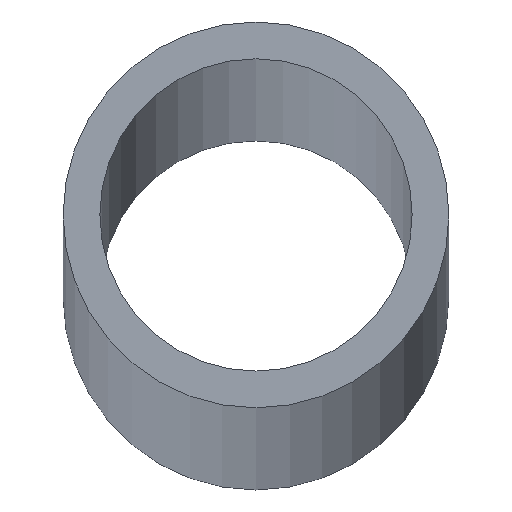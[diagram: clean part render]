
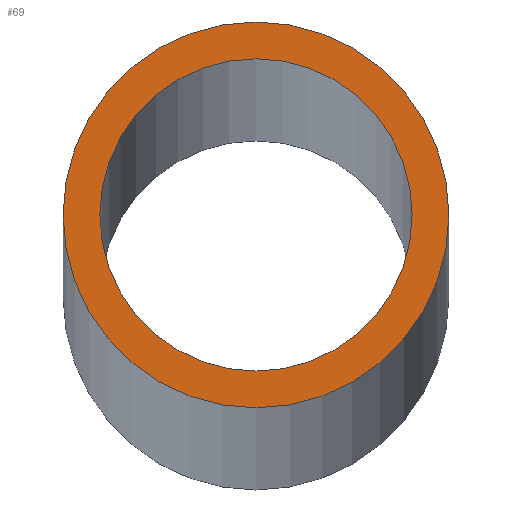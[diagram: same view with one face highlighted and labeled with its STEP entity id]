
A CAD part, top view. The second image highlights one B-rep face of the part: STEP entity #69.
In plain terms, the highlighted planar face has unit normal (0, 0, 1).
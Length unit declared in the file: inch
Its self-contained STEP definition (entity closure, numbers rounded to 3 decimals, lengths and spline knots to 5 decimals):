
#1 = CARTESIAN_POINT ( 'NONE',  ( 0.3935, 0., 48. ) ) ;
#3 = CIRCLE ( 'NONE', #98, 0.3185 ) ;
#6 = DIRECTION ( 'NONE',  ( 0., 0., 1. ) ) ;
#7 = EDGE_CURVE ( 'NONE', #36, #142, #247, .T. ) ;
#13 = DIRECTION ( 'NONE',  ( 0., 0., 1. ) ) ;
#14 = EDGE_LOOP ( 'NONE', ( #83, #210 ) ) ;
#16 = FACE_BOUND ( 'NONE', #14, .T. ) ;
#22 = EDGE_CURVE ( 'NONE', #43, #148, #114, .T. ) ;
#35 = CARTESIAN_POINT ( 'NONE',  ( -0.3935, 0., 48. ) ) ;
#36 = VERTEX_POINT ( 'NONE', #35 ) ;
#39 = DIRECTION ( 'NONE',  ( 1., 0., 0. ) ) ;
#40 = EDGE_CURVE ( 'NONE', #142, #36, #238, .T. ) ;
#43 = VERTEX_POINT ( 'NONE', #239 ) ;
#47 = CARTESIAN_POINT ( 'NONE',  ( -0.3185, 0., 48. ) ) ;
#53 = DIRECTION ( 'NONE',  ( 1., 0., 0. ) ) ;
#56 = DIRECTION ( 'NONE',  ( 0., 0., 1. ) ) ;
#68 = AXIS2_PLACEMENT_3D ( 'NONE', #113, #245, #39 ) ;
#69 = ADVANCED_FACE ( 'NONE', ( #78, #16 ), #130, .T. ) ;
#78 = FACE_OUTER_BOUND ( 'NONE', #116, .T. ) ;
#83 = ORIENTED_EDGE ( 'NONE', *, *, #203, .F. ) ;
#90 = AXIS2_PLACEMENT_3D ( 'NONE', #252, #107, #53 ) ;
#98 = AXIS2_PLACEMENT_3D ( 'NONE', #163, #6, #232 ) ;
#102 = ORIENTED_EDGE ( 'NONE', *, *, #40, .T. ) ;
#107 = DIRECTION ( 'NONE',  ( 0., 0., 1. ) ) ;
#111 = DIRECTION ( 'NONE',  ( 1., 0., 0. ) ) ;
#113 = CARTESIAN_POINT ( 'NONE',  ( 0., 0., 48. ) ) ;
#114 = CIRCLE ( 'NONE', #214, 0.3185 ) ;
#116 = EDGE_LOOP ( 'NONE', ( #118, #102 ) ) ;
#118 = ORIENTED_EDGE ( 'NONE', *, *, #7, .T. ) ;
#130 = PLANE ( 'NONE',  #137 ) ;
#133 = CARTESIAN_POINT ( 'NONE',  ( 0., 0., 48. ) ) ;
#137 = AXIS2_PLACEMENT_3D ( 'NONE', #149, #56, #111 ) ;
#142 = VERTEX_POINT ( 'NONE', #1 ) ;
#148 = VERTEX_POINT ( 'NONE', #47 ) ;
#149 = CARTESIAN_POINT ( 'NONE',  ( 0., 0., 48. ) ) ;
#163 = CARTESIAN_POINT ( 'NONE',  ( 0., 0., 48. ) ) ;
#203 = EDGE_CURVE ( 'NONE', #148, #43, #3, .T. ) ;
#210 = ORIENTED_EDGE ( 'NONE', *, *, #22, .F. ) ;
#214 = AXIS2_PLACEMENT_3D ( 'NONE', #133, #13, #220 ) ;
#220 = DIRECTION ( 'NONE',  ( 1., 0., 0. ) ) ;
#232 = DIRECTION ( 'NONE',  ( 1., 0., 0. ) ) ;
#238 = CIRCLE ( 'NONE', #90, 0.3935 ) ;
#239 = CARTESIAN_POINT ( 'NONE',  ( 0.3185, 0., 48. ) ) ;
#245 = DIRECTION ( 'NONE',  ( 0., 0., 1. ) ) ;
#247 = CIRCLE ( 'NONE', #68, 0.3935 ) ;
#252 = CARTESIAN_POINT ( 'NONE',  ( 0., 0., 48. ) ) ;
